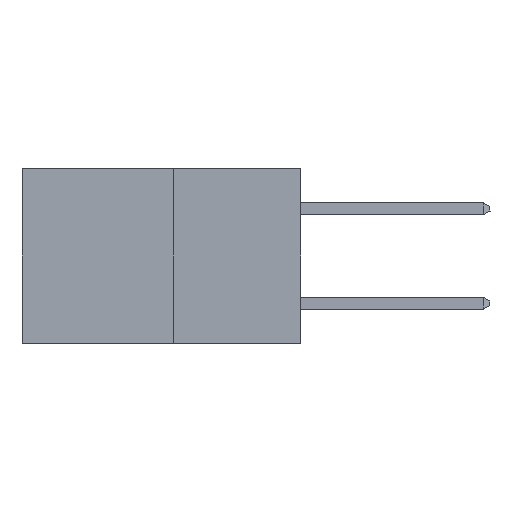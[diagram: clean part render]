
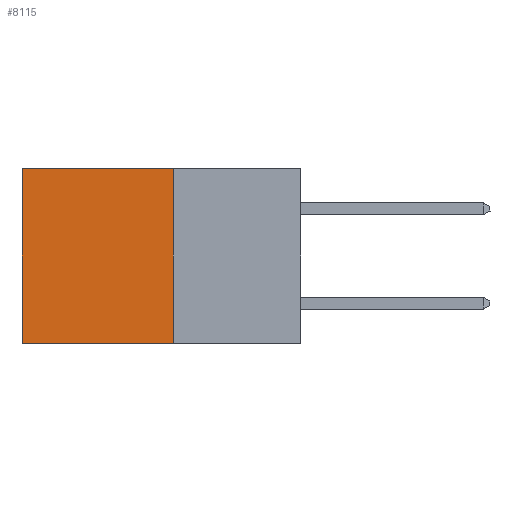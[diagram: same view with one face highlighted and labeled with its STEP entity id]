
A CAD part, left-side view. The second image highlights one B-rep face of the part: STEP entity #8115.
In plain terms, the highlighted planar face has unit normal (-1, 0, 0).
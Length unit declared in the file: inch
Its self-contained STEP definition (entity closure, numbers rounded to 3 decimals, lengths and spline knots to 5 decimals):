
#565 = DIRECTION ( 'NONE',  ( 1., 0., 0. ) ) ;
#1095 = CARTESIAN_POINT ( 'NONE',  ( 0.277, 0.27, -0.37 ) ) ;
#1737 = DIRECTION ( 'NONE',  ( 0., 0., -1. ) ) ;
#1847 = LINE ( 'NONE', #6376, #7882 ) ;
#1922 = FACE_OUTER_BOUND ( 'NONE', #4824, .T. ) ;
#2081 = CARTESIAN_POINT ( 'NONE',  ( 0.277, 0.27, 0. ) ) ;
#3062 = VERTEX_POINT ( 'NONE', #5077 ) ;
#3509 = CARTESIAN_POINT ( 'NONE',  ( 0.277, 0.27, -0.37 ) ) ;
#3833 = VECTOR ( 'NONE', #4749, 39.37008 ) ;
#4362 = ORIENTED_EDGE ( 'NONE', *, *, #6586, .T. ) ;
#4749 = DIRECTION ( 'NONE',  ( 0., 0., -1. ) ) ;
#4824 = EDGE_LOOP ( 'NONE', ( #4362, #12851, #13838, #6126 ) ) ;
#5077 = CARTESIAN_POINT ( 'NONE',  ( 0.277, 0.27, 0. ) ) ;
#6126 = ORIENTED_EDGE ( 'NONE', *, *, #13458, .T. ) ;
#6376 = CARTESIAN_POINT ( 'NONE',  ( 0.277, 0.59, -0.37 ) ) ;
#6586 = EDGE_CURVE ( 'NONE', #10360, #8143, #1847, .T. ) ;
#7380 = LINE ( 'NONE', #1095, #3833 ) ;
#7509 = AXIS2_PLACEMENT_3D ( 'NONE', #15139, #565, #9056 ) ;
#7812 = PLANE ( 'NONE',  #7509 ) ;
#7882 = VECTOR ( 'NONE', #1737, 39.37008 ) ;
#8115 = ADVANCED_FACE ( 'NONE', ( #1922 ), #7812, .F. ) ;
#8143 = VERTEX_POINT ( 'NONE', #15232 ) ;
#8387 = EDGE_CURVE ( 'NONE', #3062, #9867, #7380, .T. ) ;
#8899 = VECTOR ( 'NONE', #11859, 39.37008 ) ;
#8966 = VECTOR ( 'NONE', #10776, 39.37008 ) ;
#9056 = DIRECTION ( 'NONE',  ( 0., 0., -1. ) ) ;
#9288 = LINE ( 'NONE', #2081, #8899 ) ;
#9867 = VERTEX_POINT ( 'NONE', #14602 ) ;
#10360 = VERTEX_POINT ( 'NONE', #13047 ) ;
#10776 = DIRECTION ( 'NONE',  ( 0., 1., 0. ) ) ;
#11859 = DIRECTION ( 'NONE',  ( 0., 1., 0. ) ) ;
#12287 = LINE ( 'NONE', #3509, #8966 ) ;
#12323 = EDGE_CURVE ( 'NONE', #9867, #8143, #12287, .T. ) ;
#12851 = ORIENTED_EDGE ( 'NONE', *, *, #12323, .F. ) ;
#13047 = CARTESIAN_POINT ( 'NONE',  ( 0.277, 0.59, 0. ) ) ;
#13458 = EDGE_CURVE ( 'NONE', #3062, #10360, #9288, .T. ) ;
#13838 = ORIENTED_EDGE ( 'NONE', *, *, #8387, .F. ) ;
#14602 = CARTESIAN_POINT ( 'NONE',  ( 0.277, 0.27, -0.37 ) ) ;
#15139 = CARTESIAN_POINT ( 'NONE',  ( 0.277, 0.27, -0.37 ) ) ;
#15232 = CARTESIAN_POINT ( 'NONE',  ( 0.277, 0.59, -0.37 ) ) ;
